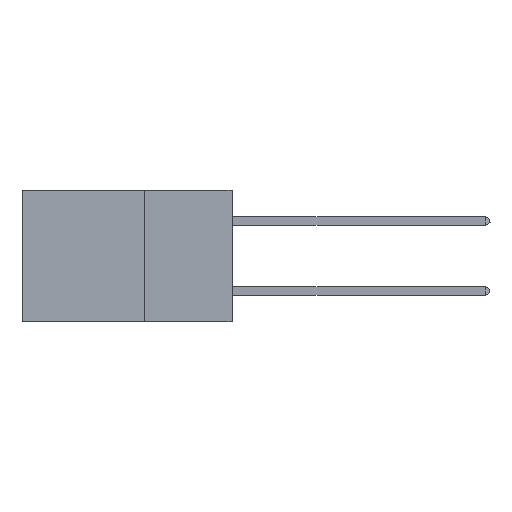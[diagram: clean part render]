
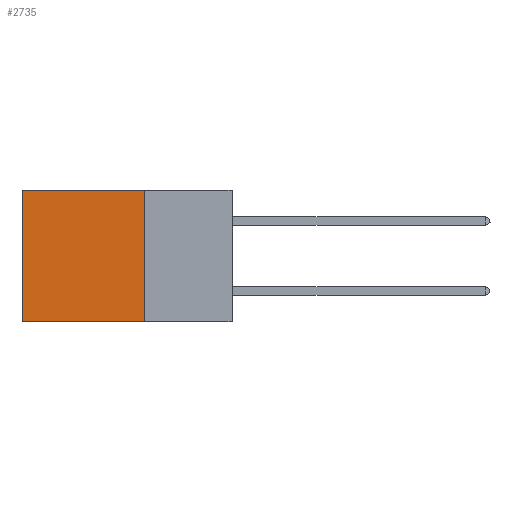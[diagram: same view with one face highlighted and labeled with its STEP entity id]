
A CAD part, left-side view. The second image highlights one B-rep face of the part: STEP entity #2735.
In plain terms, the highlighted planar face has unit normal (-1, 0, 0).
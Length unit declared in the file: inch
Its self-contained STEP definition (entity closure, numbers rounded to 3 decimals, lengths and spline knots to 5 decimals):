
#783 = DIRECTION ( 'NONE',  ( 0., 0., -1. ) ) ;
#1829 = CARTESIAN_POINT ( 'NONE',  ( 0.2875, 0.25, 0. ) ) ;
#2084 = EDGE_CURVE ( 'NONE', #9815, #12288, #10288, .T. ) ;
#2735 = ADVANCED_FACE ( 'NONE', ( #14398 ), #10920, .F. ) ;
#3113 = LINE ( 'NONE', #11013, #8631 ) ;
#4088 = VERTEX_POINT ( 'NONE', #1829 ) ;
#4160 = CARTESIAN_POINT ( 'NONE',  ( 0.2875, 0.6, 0. ) ) ;
#5428 = EDGE_CURVE ( 'NONE', #4088, #8094, #3113, .T. ) ;
#5514 = CARTESIAN_POINT ( 'NONE',  ( 0.2875, 0.25, 0. ) ) ;
#5749 = VECTOR ( 'NONE', #6713, 39.37008 ) ;
#6125 = VECTOR ( 'NONE', #6657, 39.37008 ) ;
#6169 = EDGE_CURVE ( 'NONE', #8094, #12288, #8841, .T. ) ;
#6506 = CARTESIAN_POINT ( 'NONE',  ( 0.2875, 0.25, -0.375 ) ) ;
#6657 = DIRECTION ( 'NONE',  ( 0., 1., 0. ) ) ;
#6713 = DIRECTION ( 'NONE',  ( 0., 1., 0. ) ) ;
#6888 = ORIENTED_EDGE ( 'NONE', *, *, #5428, .F. ) ;
#7515 = CARTESIAN_POINT ( 'NONE',  ( 0.2875, 0.6, -0.375 ) ) ;
#8094 = VERTEX_POINT ( 'NONE', #10022 ) ;
#8113 = CARTESIAN_POINT ( 'NONE',  ( 0.2875, 0.6, -0.375 ) ) ;
#8631 = VECTOR ( 'NONE', #783, 39.37008 ) ;
#8665 = DIRECTION ( 'NONE',  ( 1., 0., 0. ) ) ;
#8841 = LINE ( 'NONE', #6506, #6125 ) ;
#9322 = DIRECTION ( 'NONE',  ( 0., 0., -1. ) ) ;
#9815 = VERTEX_POINT ( 'NONE', #4160 ) ;
#9874 = DIRECTION ( 'NONE',  ( 0., 0., -1. ) ) ;
#9972 = ORIENTED_EDGE ( 'NONE', *, *, #12718, .T. ) ;
#10022 = CARTESIAN_POINT ( 'NONE',  ( 0.2875, 0.25, -0.375 ) ) ;
#10288 = LINE ( 'NONE', #8113, #13966 ) ;
#10332 = AXIS2_PLACEMENT_3D ( 'NONE', #11984, #8665, #9874 ) ;
#10920 = PLANE ( 'NONE',  #10332 ) ;
#11013 = CARTESIAN_POINT ( 'NONE',  ( 0.2875, 0.25, -0.375 ) ) ;
#11865 = ORIENTED_EDGE ( 'NONE', *, *, #6169, .F. ) ;
#11984 = CARTESIAN_POINT ( 'NONE',  ( 0.2875, 0.25, -0.375 ) ) ;
#12288 = VERTEX_POINT ( 'NONE', #7515 ) ;
#12718 = EDGE_CURVE ( 'NONE', #4088, #9815, #14631, .T. ) ;
#13810 = EDGE_LOOP ( 'NONE', ( #14603, #11865, #6888, #9972 ) ) ;
#13966 = VECTOR ( 'NONE', #9322, 39.37008 ) ;
#14398 = FACE_OUTER_BOUND ( 'NONE', #13810, .T. ) ;
#14603 = ORIENTED_EDGE ( 'NONE', *, *, #2084, .T. ) ;
#14631 = LINE ( 'NONE', #5514, #5749 ) ;
